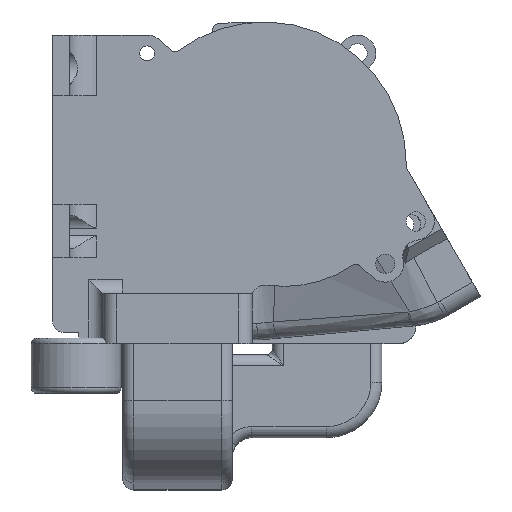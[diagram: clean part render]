
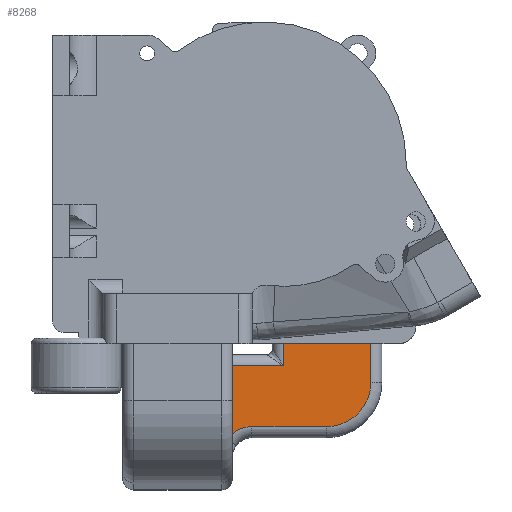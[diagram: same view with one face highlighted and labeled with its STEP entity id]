
A CAD part, left-side view. The second image highlights one B-rep face of the part: STEP entity #8268.
In plain terms, the highlighted planar face has unit normal (-1, 0, 0).
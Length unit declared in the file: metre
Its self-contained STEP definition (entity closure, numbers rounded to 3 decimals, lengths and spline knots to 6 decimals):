
#277=PLANE('',#8969);
#499=B_SPLINE_CURVE_WITH_KNOTS('',3,(#15509,#15510,#15511,#15512),
 .UNSPECIFIED.,.F.,.F.,(4,4),(0.,0.000603),.UNSPECIFIED.);
#739=CIRCLE('',#8970,0.008);
#740=CIRCLE('',#8971,0.0055);
#741=CIRCLE('',#8972,0.008);
#2145=ORIENTED_EDGE('',*,*,#4115,.T.);
#2146=ORIENTED_EDGE('',*,*,#4116,.T.);
#2147=ORIENTED_EDGE('',*,*,#4077,.T.);
#2148=ORIENTED_EDGE('',*,*,#4117,.T.);
#2149=ORIENTED_EDGE('',*,*,#4118,.T.);
#2150=ORIENTED_EDGE('',*,*,#4119,.T.);
#2151=ORIENTED_EDGE('',*,*,#4120,.T.);
#2152=ORIENTED_EDGE('',*,*,#4121,.T.);
#2153=ORIENTED_EDGE('',*,*,#4098,.T.);
#2154=ORIENTED_EDGE('',*,*,#4122,.T.);
#2155=ORIENTED_EDGE('',*,*,#4123,.T.);
#4077=EDGE_CURVE('',#5142,#5144,#5811,.T.);
#4098=EDGE_CURVE('',#5158,#5157,#5826,.T.);
#4115=EDGE_CURVE('',#5173,#5174,#739,.F.);
#4116=EDGE_CURVE('',#5174,#5142,#5836,.T.);
#4117=EDGE_CURVE('',#5144,#5175,#499,.T.);
#4118=EDGE_CURVE('',#5175,#5176,#740,.T.);
#4119=EDGE_CURVE('',#5176,#5177,#5837,.F.);
#4120=EDGE_CURVE('',#5177,#5178,#741,.F.);
#4121=EDGE_CURVE('',#5178,#5158,#5838,.T.);
#4122=EDGE_CURVE('',#5157,#5179,#5839,.F.);
#4123=EDGE_CURVE('',#5179,#5173,#5840,.F.);
#5142=VERTEX_POINT('',#15416);
#5144=VERTEX_POINT('',#15423);
#5157=VERTEX_POINT('',#15470);
#5158=VERTEX_POINT('',#15472);
#5173=VERTEX_POINT('',#15506);
#5174=VERTEX_POINT('',#15507);
#5175=VERTEX_POINT('',#15513);
#5176=VERTEX_POINT('',#15515);
#5177=VERTEX_POINT('',#15517);
#5178=VERTEX_POINT('',#15519);
#5179=VERTEX_POINT('',#15522);
#5811=LINE('',#15424,#6420);
#5826=LINE('',#15471,#6435);
#5836=LINE('',#15508,#6445);
#5837=LINE('',#15516,#6446);
#5838=LINE('',#15520,#6447);
#5839=LINE('',#15521,#6448);
#5840=LINE('',#15523,#6449);
#6420=VECTOR('',#10474,1.);
#6435=VECTOR('',#10503,1.);
#6445=VECTOR('',#10533,1.);
#6446=VECTOR('',#10536,1.);
#6447=VECTOR('',#10539,1.);
#6448=VECTOR('',#10540,1.);
#6449=VECTOR('',#10541,1.);
#7028=EDGE_LOOP('',(#2145,#2146,#2147,#2148,#2149,#2150,#2151,#2152,#2153,
#2154,#2155));
#7582=FACE_BOUND('',#7028,.T.);
#8268=ADVANCED_FACE('',(#7582),#277,.F.);
#8969=AXIS2_PLACEMENT_3D('',#15504,#10529,#10530);
#8970=AXIS2_PLACEMENT_3D('',#15505,#10531,#10532);
#8971=AXIS2_PLACEMENT_3D('',#15514,#10534,#10535);
#8972=AXIS2_PLACEMENT_3D('',#15518,#10537,#10538);
#10474=DIRECTION('',(0.,-1.,0.));
#10503=DIRECTION('',(0.,1.,0.));
#10529=DIRECTION('',(1.,0.,0.));
#10530=DIRECTION('',(0.,0.,-1.));
#10531=DIRECTION('',(1.,0.,0.));
#10532=DIRECTION('',(0.,0.,-1.));
#10533=DIRECTION('',(0.,0.,-1.));
#10534=DIRECTION('',(1.,0.,0.));
#10535=DIRECTION('',(0.,0.,-1.));
#10536=DIRECTION('',(0.,1.,0.));
#10537=DIRECTION('',(1.,0.,0.));
#10538=DIRECTION('',(0.,0.,-1.));
#10539=DIRECTION('',(0.,0.,1.));
#10540=DIRECTION('',(0.,0.,1.));
#10541=DIRECTION('',(0.,-1.,0.));
#15416=CARTESIAN_POINT('',(-0.0853,-0.0171,-0.0486));
#15423=CARTESIAN_POINT('',(-0.0853,-0.033455,-0.0486));
#15424=CARTESIAN_POINT('',(-0.0853,-0.015098,-0.0486));
#15470=CARTESIAN_POINT('',(-0.0853,-0.0441,-0.0246));
#15471=CARTESIAN_POINT('',(-0.0853,-0.052,-0.0246));
#15472=CARTESIAN_POINT('',(-0.0853,-0.0599,-0.0246));
#15504=CARTESIAN_POINT('',(-0.0853,-0.052,-0.0486));
#15505=CARTESIAN_POINT('',(-0.0853,-0.0251,-0.0436));
#15506=CARTESIAN_POINT('',(-0.0853,-0.0251,-0.0356));
#15507=CARTESIAN_POINT('',(-0.0853,-0.0171,-0.0436));
#15508=CARTESIAN_POINT('',(-0.0853,-0.0171,-0.0486));
#15509=CARTESIAN_POINT('',(-0.0853,-0.033455,-0.0486));
#15510=CARTESIAN_POINT('',(-0.0853,-0.033658,-0.0486));
#15511=CARTESIAN_POINT('',(-0.0853,-0.033859,-0.04865));
#15512=CARTESIAN_POINT('',(-0.0853,-0.034032,-0.048758));
#15513=CARTESIAN_POINT('',(-0.0853,-0.034032,-0.048758));
#15514=CARTESIAN_POINT('',(-0.0853,-0.0384,-0.0521));
#15515=CARTESIAN_POINT('',(-0.0853,-0.0384,-0.0466));
#15516=CARTESIAN_POINT('',(-0.0853,-0.0519,-0.0466));
#15517=CARTESIAN_POINT('',(-0.0853,-0.0519,-0.0466));
#15518=CARTESIAN_POINT('',(-0.0853,-0.0519,-0.0386));
#15519=CARTESIAN_POINT('',(-0.0853,-0.0599,-0.0386));
#15520=CARTESIAN_POINT('',(-0.0853,-0.0599,-0.0246));
#15521=CARTESIAN_POINT('',(-0.0853,-0.0441,-0.0486));
#15522=CARTESIAN_POINT('',(-0.0853,-0.0441,-0.0356));
#15523=CARTESIAN_POINT('',(-0.0853,-0.0251,-0.0356));
